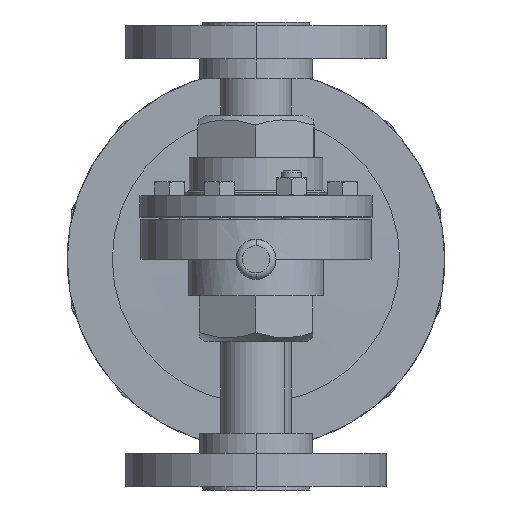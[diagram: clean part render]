
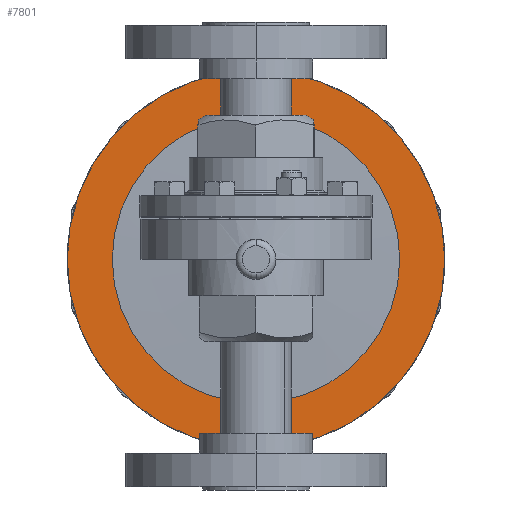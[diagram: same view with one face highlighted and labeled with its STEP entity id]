
A CAD part, front view. The second image highlights one B-rep face of the part: STEP entity #7801.
In plain terms, the highlighted planar face has unit normal (0, -1, 0).
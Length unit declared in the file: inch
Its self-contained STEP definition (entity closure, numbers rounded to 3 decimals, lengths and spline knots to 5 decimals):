
#289 = DIRECTION ( 'NONE',  ( 0., -1., 0. ) ) ;
#2126 = DIRECTION ( 'NONE',  ( 0., 0., -1. ) ) ;
#2476 = CARTESIAN_POINT ( 'NONE',  ( 0., 2.656, -3.53 ) ) ;
#3009 = ORIENTED_EDGE ( 'NONE', *, *, #17085, .F. ) ;
#6737 = ORIENTED_EDGE ( 'NONE', *, *, #24521, .T. ) ;
#6982 = AXIS2_PLACEMENT_3D ( 'NONE', #21963, #289, #2126 ) ;
#7801 = ADVANCED_FACE ( 'NONE', ( #13830, #18913 ), #13068, .T. ) ;
#8247 = AXIS2_PLACEMENT_3D ( 'NONE', #8657, #23845, #10927 ) ;
#8657 = CARTESIAN_POINT ( 'NONE',  ( 0., 2.656, 0. ) ) ;
#9248 = CIRCLE ( 'NONE', #24012, 2.6875 ) ;
#9416 = CARTESIAN_POINT ( 'NONE',  ( 0., 2.656, 0. ) ) ;
#9712 = DIRECTION ( 'NONE',  ( 0., -1., 0. ) ) ;
#9815 = EDGE_LOOP ( 'NONE', ( #16444, #3009 ) ) ;
#10927 = DIRECTION ( 'NONE',  ( 0., 0., -1. ) ) ;
#11365 = EDGE_CURVE ( 'NONE', #26401, #11768, #26681, .T. ) ;
#11541 = DIRECTION ( 'NONE',  ( 0., 0., -1. ) ) ;
#11768 = VERTEX_POINT ( 'NONE', #11900 ) ;
#11900 = CARTESIAN_POINT ( 'NONE',  ( 0., 2.656, 3.53 ) ) ;
#12344 = CARTESIAN_POINT ( 'NONE',  ( 0., 2.656, -2.6875 ) ) ;
#13068 = PLANE ( 'NONE',  #6982 ) ;
#13830 = FACE_BOUND ( 'NONE', #9815, .T. ) ;
#13874 = VERTEX_POINT ( 'NONE', #28165 ) ;
#15640 = EDGE_CURVE ( 'NONE', #17392, #13874, #9248, .T. ) ;
#16444 = ORIENTED_EDGE ( 'NONE', *, *, #15640, .F. ) ;
#17085 = EDGE_CURVE ( 'NONE', #13874, #17392, #23443, .T. ) ;
#17392 = VERTEX_POINT ( 'NONE', #12344 ) ;
#18112 = CARTESIAN_POINT ( 'NONE',  ( 0., 2.656, 0. ) ) ;
#18913 = FACE_OUTER_BOUND ( 'NONE', #23800, .T. ) ;
#19497 = CARTESIAN_POINT ( 'NONE',  ( 0., 2.656, 0. ) ) ;
#20069 = DIRECTION ( 'NONE',  ( 0., -1., 0. ) ) ;
#21377 = AXIS2_PLACEMENT_3D ( 'NONE', #9416, #9712, #22267 ) ;
#21963 = CARTESIAN_POINT ( 'NONE',  ( 0., 2.656, -3.6025 ) ) ;
#22267 = DIRECTION ( 'NONE',  ( 0., 0., -1. ) ) ;
#23443 = CIRCLE ( 'NONE', #8247, 2.6875 ) ;
#23800 = EDGE_LOOP ( 'NONE', ( #26723, #6737 ) ) ;
#23845 = DIRECTION ( 'NONE',  ( 0., -1., 0. ) ) ;
#24012 = AXIS2_PLACEMENT_3D ( 'NONE', #19497, #26726, #25007 ) ;
#24521 = EDGE_CURVE ( 'NONE', #11768, #26401, #27438, .T. ) ;
#25007 = DIRECTION ( 'NONE',  ( 0., 0., -1. ) ) ;
#26401 = VERTEX_POINT ( 'NONE', #2476 ) ;
#26681 = CIRCLE ( 'NONE', #21377, 3.53 ) ;
#26723 = ORIENTED_EDGE ( 'NONE', *, *, #11365, .T. ) ;
#26726 = DIRECTION ( 'NONE',  ( 0., -1., 0. ) ) ;
#26752 = AXIS2_PLACEMENT_3D ( 'NONE', #18112, #20069, #11541 ) ;
#27438 = CIRCLE ( 'NONE', #26752, 3.53 ) ;
#28165 = CARTESIAN_POINT ( 'NONE',  ( 0., 2.656, 2.6875 ) ) ;
